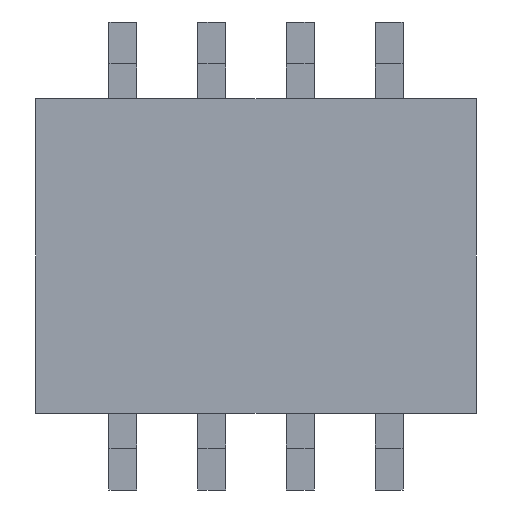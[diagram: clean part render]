
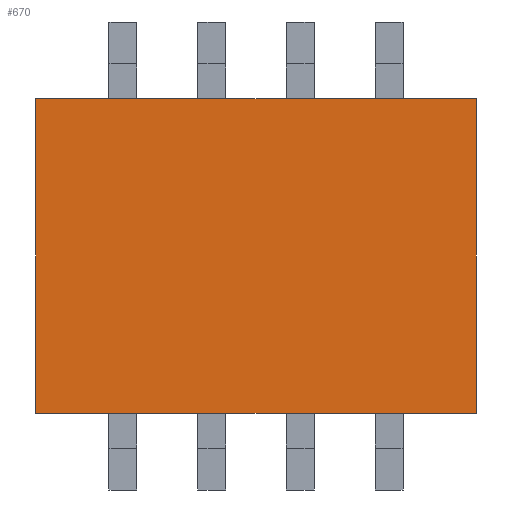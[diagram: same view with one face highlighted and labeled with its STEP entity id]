
A CAD part, front view. The second image highlights one B-rep face of the part: STEP entity #670.
In plain terms, the highlighted planar face has unit normal (0, -1, 0).
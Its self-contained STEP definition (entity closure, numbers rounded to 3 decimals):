
#670=ADVANCED_FACE('',(#1649),#1650,.F.);
#1260=EDGE_CURVE('',#2440,#2433,#2443,.T.);
#1264=EDGE_CURVE('',#2446,#2449,#2450,.T.);
#1270=EDGE_CURVE('',#2440,#2449,#2457,.T.);
#1272=EDGE_CURVE('',#2433,#2446,#2459,.T.);
#1649=FACE_OUTER_BOUND('',#2826,.T.);
#1650=PLANE('',#2827);
#2433=VERTEX_POINT('',#4187);
#2440=VERTEX_POINT('',#4198);
#2443=LINE('',#4203,#4204);
#2446=VERTEX_POINT('',#4208);
#2449=VERTEX_POINT('',#4213);
#2450=LINE('',#4214,#4215);
#2457=LINE('',#4227,#4228);
#2459=LINE('',#4231,#4232);
#2826=EDGE_LOOP('',(#5267,#5268,#5269,#5270));
#2827=AXIS2_PLACEMENT_3D('',#5271,#5272,#5273);
#4187=CARTESIAN_POINT('',(3.155,0.1,2.25));
#4198=CARTESIAN_POINT('',(-3.155,0.1,2.25));
#4203=CARTESIAN_POINT('',(0.0,0.1,2.25));
#4204=VECTOR('',#5605,1.0);
#4208=CARTESIAN_POINT('',(3.155,0.1,-2.25));
#4213=CARTESIAN_POINT('',(-3.155,0.1,-2.25));
#4214=CARTESIAN_POINT('',(0.0,0.1,-2.25));
#4215=VECTOR('',#5607,1.0);
#4227=CARTESIAN_POINT('',(-3.155,0.1,0.0));
#4228=VECTOR('',#5610,1.0);
#4231=CARTESIAN_POINT('',(3.155,0.1,0.0));
#4232=VECTOR('',#5611,1.0);
#5267=ORIENTED_EDGE('',*,*,#1270,.T.);
#5268=ORIENTED_EDGE('',*,*,#1264,.F.);
#5269=ORIENTED_EDGE('',*,*,#1272,.F.);
#5270=ORIENTED_EDGE('',*,*,#1260,.F.);
#5271=CARTESIAN_POINT('',(0.0,0.1,0.0));
#5272=DIRECTION('',(-0.0,1.0,0.0));
#5273=DIRECTION('',(1.0,0.0,0.0));
#5605=DIRECTION('',(1.0,0.0,0.0));
#5607=DIRECTION('',(-1.0,0.0,0.0));
#5610=DIRECTION('',(0.0,0.0,-1.0));
#5611=DIRECTION('',(0.0,0.0,-1.0));
